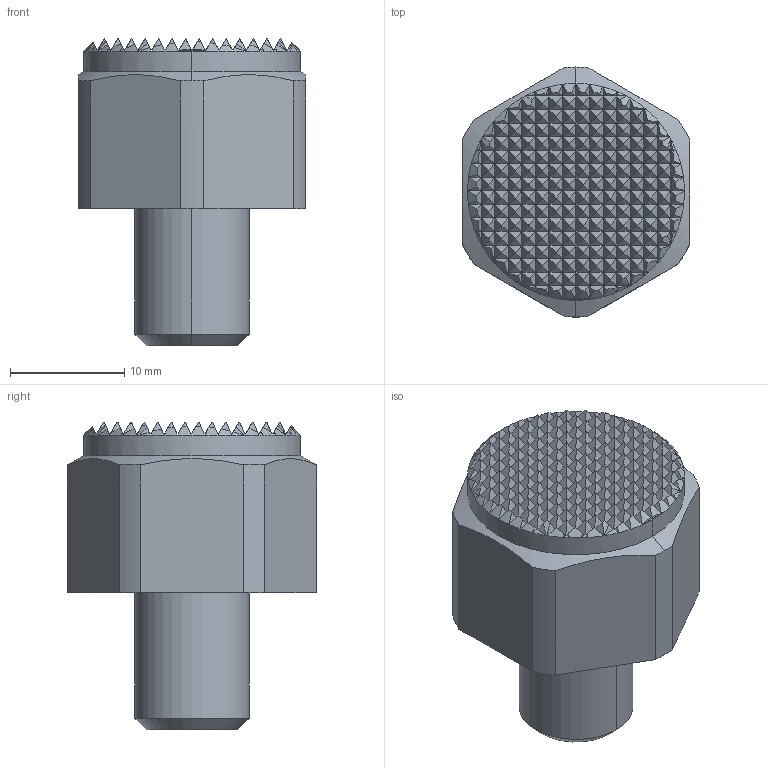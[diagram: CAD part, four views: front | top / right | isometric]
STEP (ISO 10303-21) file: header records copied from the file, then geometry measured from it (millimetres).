
FILE_DESCRIPTION(('STEP AP214'),'1');
FILE_NAME('HALDERN_EH_22690_0232.stp','2017-07-04T09:13:57',('TraceParts'),('TraceParts S.A.'),'Spatial InterOp 3D',' ',' ');
FILE_SCHEMA(('automotive_design'));
Length unit declared in the file: millimetre
Products named in the file (1): HALDERN_EH_22690_0232
Bounding box: 19.92 x 21.9 x 26.91 mm (x, y, z)
Volume: 5609.5 mm3; surface area: 2239.3 mm2
Topology: 1 solids, 1 shells, 950 faces, 1722 edges, 775 vertices
Faces by surface type: plane 862, cone 78, cylinder 10
Entity records: 28694 total; most frequent: CARTESIAN_POINT 3906, DIRECTION 3480, ORIENTED_EDGE 3444, EDGE_CURVE 1722, LINE 1408, VECTOR 1408, AXIS2_PLACEMENT_3D 1036, STYLED_ITEM 951
